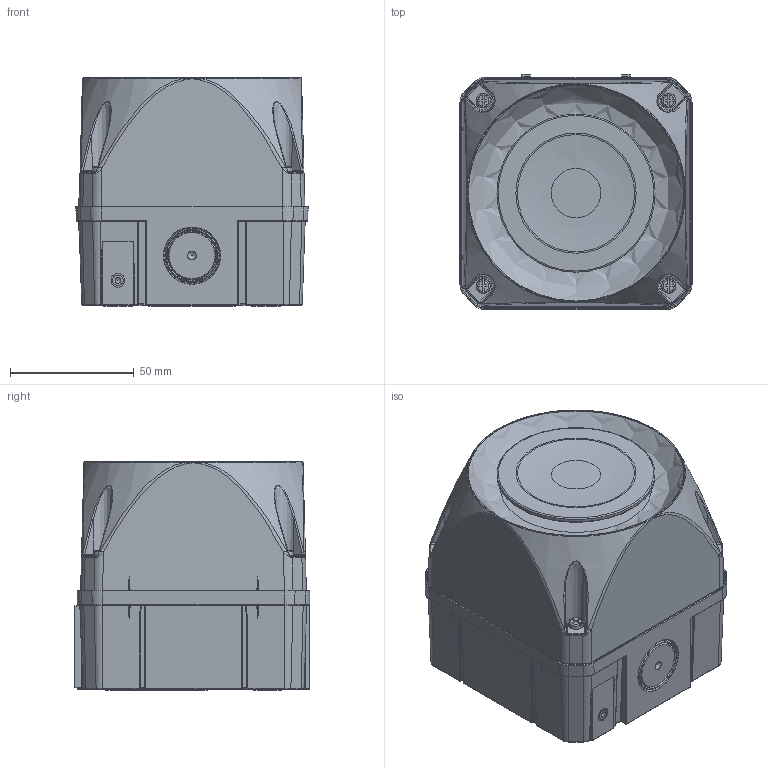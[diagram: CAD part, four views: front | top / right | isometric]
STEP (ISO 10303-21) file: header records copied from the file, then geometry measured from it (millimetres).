
FILE_DESCRIPTION(/* description */ (''),/* implementation_level */ '2;1');
FILE_NAME(/* name */ 'ASS_P ASS_T.stp',/* time_stamp */ '2012-09-07T14:05:04+02:00',/* author */ (''),/* organization */ (''),/* preprocessor_version */ 'ST-DEVELOPER v11',/* originating_system */ 'SIEMENS PLM Software NX 7.5',/* authorisation */ '');
FILE_SCHEMA (('AUTOMOTIVE_DESIGN { 1 0 10303 214 1 1 1 1 }'));
Products named in the file (1): m.neD7D1z4op
Bounding box: 93.98 x 95.2 x 92.5 mm (x, y, z)
Volume: 588828.2 mm3; surface area: 113880.5 mm2
Topology: 8 solids, 8 shells, 2075 faces, 4912 edges, 2848 vertices
Faces by surface type: plane 558, cylinder 523, bspline 461, torus 196, cone 194, sphere 140, revolution 3
Full cylindrical faces by diameter (mm): 1.2 x4, 2.1 x4, 2.45 x4, 2.7 x4, 2.8 x4, 2.9 x4, 3 x1, 3.4 x2, 3.5 x7, 3.7 x4, 4 x1, 4.3 x3, 5 x4, 5.5 x2, 6.3 x1, 6.6 x4, 11.6 x4, 20 x1, 31 x1, 31.262 x1, 35.262 x1, 47.382 x1, 64 x1
Entity records: 68299 total; most frequent: CARTESIAN_POINT 24835, ORIENTED_EDGE 9054, DIRECTION 8806, EDGE_CURVE 4527, AXIS2_PLACEMENT_3D 3553, VERTEX_POINT 2764, EDGE_LOOP 2383, ADVANCED_FACE 2074
